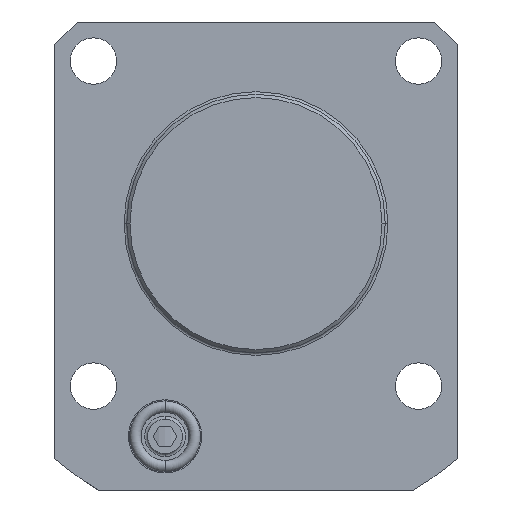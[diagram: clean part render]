
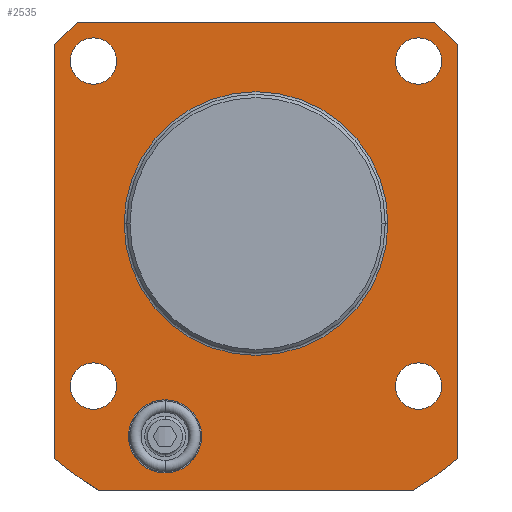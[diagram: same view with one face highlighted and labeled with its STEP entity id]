
A CAD part, front view. The second image highlights one B-rep face of the part: STEP entity #2535.
In plain terms, the highlighted planar face has unit normal (0, -1, 0).
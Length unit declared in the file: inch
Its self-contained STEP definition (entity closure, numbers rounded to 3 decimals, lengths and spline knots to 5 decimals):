
#438=CARTESIAN_POINT('',(0.,0.,0.));
#439=DIRECTION('',(0.,1.,0.));
#440=DIRECTION('',(-1.,0.,0.));
#441=AXIS2_PLACEMENT_3D('',#438,#439,#440);
#446=CARTESIAN_POINT('',(0.,0.,0.));
#447=DIRECTION('',(0.,1.,0.));
#448=DIRECTION('',(1.,0.,0.));
#449=AXIS2_PLACEMENT_3D('',#446,#447,#448);
#454=DIRECTION('',(1.,0.,0.));
#455=VECTOR('',#454,1.90854);
#456=CARTESIAN_POINT('',(-0.95427,0.,-1.614));
#457=LINE('',#456,#455);
#461=DIRECTION('',(0.,0.,-1.));
#462=VECTOR('',#461,2.50546);
#463=CARTESIAN_POINT('',(-1.2204,0.,1.082));
#464=LINE('',#463,#462);
#468=DIRECTION('',(-0.707,0.,-0.707));
#469=VECTOR('',#468,0.19516);
#470=CARTESIAN_POINT('',(-1.0824,0.,1.22));
#471=LINE('',#470,#469);
#475=DIRECTION('',(-1.,0.,0.));
#476=VECTOR('',#475,2.1648);
#477=CARTESIAN_POINT('',(1.0824,0.,1.22));
#478=LINE('',#477,#476);
#482=DIRECTION('',(-0.707,0.,0.707));
#483=VECTOR('',#482,0.19516);
#484=CARTESIAN_POINT('',(1.2204,0.,1.082));
#485=LINE('',#484,#483);
#489=DIRECTION('',(0.,0.,1.));
#490=VECTOR('',#489,2.50546);
#491=CARTESIAN_POINT('',(1.2204,0.,-1.42346));
#492=LINE('',#491,#490);
#496=CARTESIAN_POINT('',(-0.9845,0.,-0.9845));
#497=DIRECTION('',(0.,1.,0.));
#498=DIRECTION('',(-1.,0.,0.));
#499=AXIS2_PLACEMENT_3D('',#496,#497,#498);
#504=CARTESIAN_POINT('',(-0.9845,0.,-0.9845));
#505=DIRECTION('',(0.,1.,0.));
#506=DIRECTION('',(1.,0.,0.));
#507=AXIS2_PLACEMENT_3D('',#504,#505,#506);
#512=CARTESIAN_POINT('',(0.9845,0.,-0.9845));
#513=DIRECTION('',(0.,1.,0.));
#514=DIRECTION('',(-1.,0.,0.));
#515=AXIS2_PLACEMENT_3D('',#512,#513,#514);
#520=CARTESIAN_POINT('',(0.9845,0.,-0.9845));
#521=DIRECTION('',(0.,1.,0.));
#522=DIRECTION('',(1.,0.,0.));
#523=AXIS2_PLACEMENT_3D('',#520,#521,#522);
#528=CARTESIAN_POINT('',(0.9845,0.,0.9845));
#529=DIRECTION('',(0.,1.,0.));
#530=DIRECTION('',(-1.,0.,0.));
#531=AXIS2_PLACEMENT_3D('',#528,#529,#530);
#536=CARTESIAN_POINT('',(0.9845,0.,0.9845));
#537=DIRECTION('',(0.,1.,0.));
#538=DIRECTION('',(1.,0.,0.));
#539=AXIS2_PLACEMENT_3D('',#536,#537,#538);
#544=CARTESIAN_POINT('',(-0.9845,0.,0.9845));
#545=DIRECTION('',(0.,1.,0.));
#546=DIRECTION('',(-1.,0.,0.));
#547=AXIS2_PLACEMENT_3D('',#544,#545,#546);
#552=CARTESIAN_POINT('',(-0.9845,0.,0.9845));
#553=DIRECTION('',(0.,1.,0.));
#554=DIRECTION('',(1.,0.,0.));
#555=AXIS2_PLACEMENT_3D('',#552,#553,#554);
#560=CARTESIAN_POINT('',(-0.551,0.,-1.289));
#561=DIRECTION('',(0.,-1.,0.));
#562=DIRECTION('',(-1.,0.,0.));
#563=AXIS2_PLACEMENT_3D('',#560,#561,#562);
#568=CARTESIAN_POINT('',(-0.551,0.,-1.289));
#569=DIRECTION('',(0.,-1.,0.));
#570=DIRECTION('',(1.,0.,0.));
#571=AXIS2_PLACEMENT_3D('',#568,#569,#570);
#699=CARTESIAN_POINT('',(0.,0.,0.));
#700=DIRECTION('',(0.,-1.,0.));
#701=DIRECTION('',(0.509,0.,-0.861));
#702=AXIS2_PLACEMENT_3D('',#699,#700,#701);
#762=CARTESIAN_POINT('',(0.,0.,0.));
#763=DIRECTION('',(0.,-1.,0.));
#764=DIRECTION('',(-0.651,0.,-0.759));
#765=AXIS2_PLACEMENT_3D('',#762,#763,#764);
#1886=CARTESIAN_POINT('',(-0.95427,0.,-1.614));
#1887=CARTESIAN_POINT('',(0.95427,0.,-1.614));
#1888=VERTEX_POINT('',#1886);
#1889=VERTEX_POINT('',#1887);
#1890=CARTESIAN_POINT('',(1.2204,0.,-1.42346));
#1891=CARTESIAN_POINT('',(1.2204,0.,1.082));
#1892=VERTEX_POINT('',#1890);
#1893=VERTEX_POINT('',#1891);
#1898=CARTESIAN_POINT('',(-1.2204,0.,-1.42346));
#1899=VERTEX_POINT('',#1898);
#1900=CARTESIAN_POINT('',(-1.125,0.,-0.9845));
#1901=CARTESIAN_POINT('',(-0.844,0.,-0.9845));
#1902=VERTEX_POINT('',#1900);
#1903=VERTEX_POINT('',#1901);
#1904=CARTESIAN_POINT('',(0.844,0.,-0.9845));
#1905=CARTESIAN_POINT('',(1.125,0.,-0.9845));
#1906=VERTEX_POINT('',#1904);
#1907=VERTEX_POINT('',#1905);
#1908=CARTESIAN_POINT('',(0.844,0.,0.9845));
#1909=CARTESIAN_POINT('',(1.125,0.,0.9845));
#1910=VERTEX_POINT('',#1908);
#1911=VERTEX_POINT('',#1909);
#1912=CARTESIAN_POINT('',(-1.125,0.,0.9845));
#1913=CARTESIAN_POINT('',(-0.844,0.,0.9845));
#1914=VERTEX_POINT('',#1912);
#1915=VERTEX_POINT('',#1913);
#1948=CARTESIAN_POINT('',(-0.7987,0.,0.));
#1949=CARTESIAN_POINT('',(0.7987,0.,0.));
#1950=VERTEX_POINT('',#1948);
#1951=VERTEX_POINT('',#1949);
#2030=CARTESIAN_POINT('',(-0.7725,0.,-1.289));
#2031=CARTESIAN_POINT('',(-0.3295,0.,-1.289));
#2032=VERTEX_POINT('',#2030);
#2033=VERTEX_POINT('',#2031);
#2127=CARTESIAN_POINT('',(1.0824,0.,1.22));
#2128=VERTEX_POINT('',#2127);
#2129=CARTESIAN_POINT('',(-1.0824,0.,1.22));
#2130=VERTEX_POINT('',#2129);
#2131=CARTESIAN_POINT('',(-1.2204,0.,1.082));
#2132=VERTEX_POINT('',#2131);
#2477=CARTESIAN_POINT('',(0.,0.,0.));
#2478=DIRECTION('',(0.,-1.,0.));
#2479=DIRECTION('',(-1.,0.,0.));
#2480=AXIS2_PLACEMENT_3D('',#2477,#2478,#2479);
#2481=PLANE('',#2480);
#2483=ORIENTED_EDGE('',*,*,#2482,.F.);
#2485=ORIENTED_EDGE('',*,*,#2484,.F.);
#2487=ORIENTED_EDGE('',*,*,#2486,.F.);
#2489=ORIENTED_EDGE('',*,*,#2488,.F.);
#2491=ORIENTED_EDGE('',*,*,#2490,.F.);
#2493=ORIENTED_EDGE('',*,*,#2492,.F.);
#2495=ORIENTED_EDGE('',*,*,#2494,.F.);
#2497=ORIENTED_EDGE('',*,*,#2496,.F.);
#2498=EDGE_LOOP('',(#2483,#2485,#2487,#2489,#2491,#2493,#2495,#2497));
#2499=FACE_OUTER_BOUND('',#2498,.F.);
#2501=ORIENTED_EDGE('',*,*,#2500,.F.);
#2503=ORIENTED_EDGE('',*,*,#2502,.F.);
#2504=EDGE_LOOP('',(#2501,#2503));
#2505=FACE_BOUND('',#2504,.F.);
#2507=ORIENTED_EDGE('',*,*,#2506,.F.);
#2509=ORIENTED_EDGE('',*,*,#2508,.F.);
#2510=EDGE_LOOP('',(#2507,#2509));
#2511=FACE_BOUND('',#2510,.F.);
#2513=ORIENTED_EDGE('',*,*,#2512,.F.);
#2515=ORIENTED_EDGE('',*,*,#2514,.F.);
#2516=EDGE_LOOP('',(#2513,#2515));
#2517=FACE_BOUND('',#2516,.F.);
#2519=ORIENTED_EDGE('',*,*,#2518,.F.);
#2521=ORIENTED_EDGE('',*,*,#2520,.F.);
#2522=EDGE_LOOP('',(#2519,#2521));
#2523=FACE_BOUND('',#2522,.F.);
#2525=ORIENTED_EDGE('',*,*,#2524,.F.);
#2527=ORIENTED_EDGE('',*,*,#2526,.F.);
#2528=EDGE_LOOP('',(#2525,#2527));
#2529=FACE_BOUND('',#2528,.F.);
#2530=ORIENTED_EDGE('',*,*,#2467,.T.);
#2532=ORIENTED_EDGE('',*,*,#2531,.T.);
#2533=EDGE_LOOP('',(#2530,#2532));
#2534=FACE_BOUND('',#2533,.F.);
#442=CIRCLE('',#441,0.7987);
#450=CIRCLE('',#449,0.7987);
#500=CIRCLE('',#499,0.1405);
#508=CIRCLE('',#507,0.1405);
#516=CIRCLE('',#515,0.1405);
#524=CIRCLE('',#523,0.1405);
#532=CIRCLE('',#531,0.1405);
#540=CIRCLE('',#539,0.1405);
#548=CIRCLE('',#547,0.1405);
#556=CIRCLE('',#555,0.1405);
#564=CIRCLE('',#563,0.2215);
#572=CIRCLE('',#571,0.2215);
#703=CIRCLE('',#702,1.875);
#766=CIRCLE('',#765,1.875);
#2467=EDGE_CURVE('',#2032,#2033,#564,.T.);
#2482=EDGE_CURVE('',#1888,#1889,#457,.T.);
#2484=EDGE_CURVE('',#1899,#1888,#766,.T.);
#2486=EDGE_CURVE('',#2132,#1899,#464,.T.);
#2488=EDGE_CURVE('',#2130,#2132,#471,.T.);
#2490=EDGE_CURVE('',#2128,#2130,#478,.T.);
#2492=EDGE_CURVE('',#1893,#2128,#485,.T.);
#2494=EDGE_CURVE('',#1892,#1893,#492,.T.);
#2496=EDGE_CURVE('',#1889,#1892,#703,.T.);
#2500=EDGE_CURVE('',#1950,#1951,#442,.T.);
#2502=EDGE_CURVE('',#1951,#1950,#450,.T.);
#2506=EDGE_CURVE('',#1902,#1903,#500,.T.);
#2508=EDGE_CURVE('',#1903,#1902,#508,.T.);
#2512=EDGE_CURVE('',#1906,#1907,#516,.T.);
#2514=EDGE_CURVE('',#1907,#1906,#524,.T.);
#2518=EDGE_CURVE('',#1910,#1911,#532,.T.);
#2520=EDGE_CURVE('',#1911,#1910,#540,.T.);
#2524=EDGE_CURVE('',#1914,#1915,#548,.T.);
#2526=EDGE_CURVE('',#1915,#1914,#556,.T.);
#2531=EDGE_CURVE('',#2033,#2032,#572,.T.);
#2535=ADVANCED_FACE('',(#2499,#2505,#2511,#2517,#2523,#2529,#2534),#2481,.T.);
